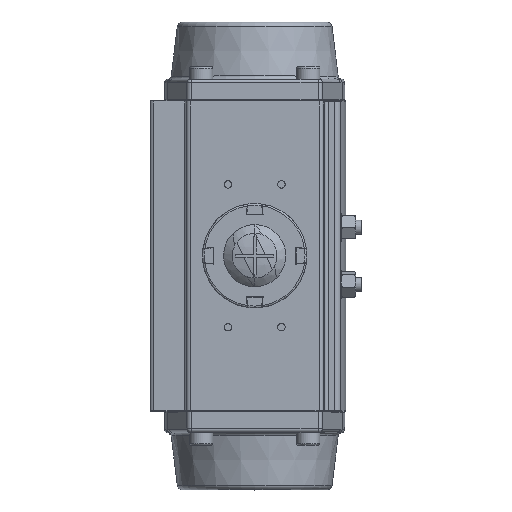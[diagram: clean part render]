
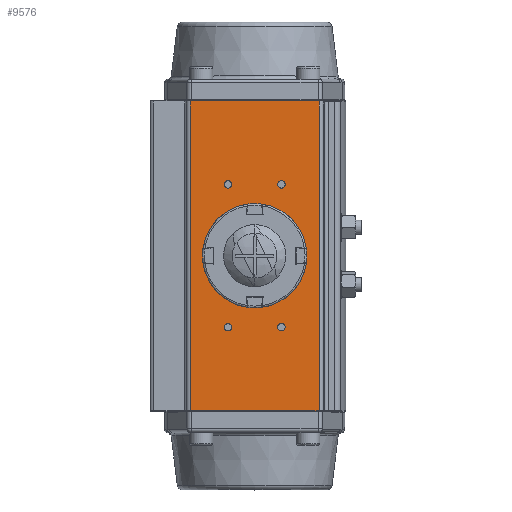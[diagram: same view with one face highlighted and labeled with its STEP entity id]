
A CAD part, top view. The second image highlights one B-rep face of the part: STEP entity #9576.
In plain terms, the highlighted planar face has unit normal (0, 0, 1).
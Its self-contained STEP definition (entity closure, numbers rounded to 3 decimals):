
#4526=CARTESIAN_POINT('',(36.048,86.724,185.173));
#4527=VERTEX_POINT('',#4526);
#4535=CARTESIAN_POINT('',(36.048,-86.724,185.173));
#4536=VERTEX_POINT('',#4535);
#4537=CARTESIAN_POINT('',(36.048,-86.724,185.173));
#4538=DIRECTION('',(0.,1.,-0.));
#4539=VECTOR('',#4538,173.449);
#4540=LINE('',#4537,#4539);
#4541=EDGE_CURVE('',#4536,#4527,#4540,.T.);
#4568=CARTESIAN_POINT('',(-36.052,-86.724,185.173));
#4569=VERTEX_POINT('',#4568);
#4577=CARTESIAN_POINT('',(-36.052,86.724,185.173));
#4578=VERTEX_POINT('',#4577);
#4579=CARTESIAN_POINT('',(-36.052,86.724,185.173));
#4580=DIRECTION('',(-0.,-1.,0.));
#4581=VECTOR('',#4580,173.449);
#4582=LINE('',#4579,#4581);
#4583=EDGE_CURVE('',#4578,#4569,#4582,.T.);
#5613=CARTESIAN_POINT('',(15.,-42.1,185.173));
#5614=VERTEX_POINT('',#5613);
#5622=CARTESIAN_POINT('',(15.,-37.9,185.173));
#5623=VERTEX_POINT('',#5622);
#5630=CARTESIAN_POINT('',(15.,-40.,185.173));
#5631=DIRECTION('',(0.,0.,1.));
#5632=DIRECTION('',(0.,1.,-0.));
#5633=AXIS2_PLACEMENT_3D('',#5630,#5631,#5632);
#5634=CIRCLE('',#5633,2.1);
#5635=EDGE_CURVE('NONE',#5623,#5614,#5634,.T.);
#5645=CARTESIAN_POINT('',(-15.,-42.1,185.173));
#5646=VERTEX_POINT('',#5645);
#5654=CARTESIAN_POINT('',(-15.,-37.9,185.173));
#5655=VERTEX_POINT('',#5654);
#5662=CARTESIAN_POINT('',(-15.,-40.,185.173));
#5663=DIRECTION('',(0.,0.,1.));
#5664=DIRECTION('',(0.,1.,-0.));
#5665=AXIS2_PLACEMENT_3D('',#5662,#5663,#5664);
#5666=CIRCLE('',#5665,2.1);
#5667=EDGE_CURVE('NONE',#5655,#5646,#5666,.T.);
#5677=CARTESIAN_POINT('',(15.,37.9,185.173));
#5678=VERTEX_POINT('',#5677);
#5686=CARTESIAN_POINT('',(15.,42.1,185.173));
#5687=VERTEX_POINT('',#5686);
#5694=CARTESIAN_POINT('',(15.,40.,185.173));
#5695=DIRECTION('',(0.,0.,1.));
#5696=DIRECTION('',(0.,1.,-0.));
#5697=AXIS2_PLACEMENT_3D('',#5694,#5695,#5696);
#5698=CIRCLE('',#5697,2.1);
#5699=EDGE_CURVE('NONE',#5687,#5678,#5698,.T.);
#5709=CARTESIAN_POINT('',(-15.,37.9,185.173));
#5710=VERTEX_POINT('',#5709);
#5718=CARTESIAN_POINT('',(-15.,42.1,185.173));
#5719=VERTEX_POINT('',#5718);
#5726=CARTESIAN_POINT('',(-15.,40.,185.173));
#5727=DIRECTION('',(0.,0.,1.));
#5728=DIRECTION('',(0.,1.,-0.));
#5729=AXIS2_PLACEMENT_3D('',#5726,#5727,#5728);
#5730=CIRCLE('',#5729,2.1);
#5731=EDGE_CURVE('NONE',#5719,#5710,#5730,.T.);
#6027=CARTESIAN_POINT('',(0.,12.5,185.173));
#6028=VERTEX_POINT('',#6027);
#6035=CARTESIAN_POINT('',(0.,-12.5,185.173));
#6036=VERTEX_POINT('',#6035);
#6037=CARTESIAN_POINT('',(0.,0.,185.173));
#6038=DIRECTION('',(0.,-0.,-1.));
#6039=DIRECTION('',(-0.,-1.,0.));
#6040=AXIS2_PLACEMENT_3D('',#6037,#6038,#6039);
#6041=CIRCLE('',#6040,12.5);
#6042=EDGE_CURVE('',#6036,#6028,#6041,.T.);
#8660=CARTESIAN_POINT('',(0.,0.,185.173));
#8661=DIRECTION('',(0.,-0.,-1.));
#8662=DIRECTION('',(-0.,-1.,0.));
#8663=AXIS2_PLACEMENT_3D('',#8660,#8661,#8662);
#8664=CIRCLE('',#8663,12.5);
#8665=EDGE_CURVE('',#6028,#6036,#8664,.T.);
#8794=CARTESIAN_POINT('',(-15.,40.,185.173));
#8795=DIRECTION('',(0.,0.,1.));
#8796=DIRECTION('',(0.,1.,-0.));
#8797=AXIS2_PLACEMENT_3D('',#8794,#8795,#8796);
#8798=CIRCLE('',#8797,2.1);
#8799=EDGE_CURVE('NONE',#5710,#5719,#8798,.T.);
#8812=CARTESIAN_POINT('',(15.,40.,185.173));
#8813=DIRECTION('',(0.,0.,1.));
#8814=DIRECTION('',(0.,1.,-0.));
#8815=AXIS2_PLACEMENT_3D('',#8812,#8813,#8814);
#8816=CIRCLE('',#8815,2.1);
#8817=EDGE_CURVE('NONE',#5678,#5687,#8816,.T.);
#8830=CARTESIAN_POINT('',(-15.,-40.,185.173));
#8831=DIRECTION('',(0.,0.,1.));
#8832=DIRECTION('',(0.,1.,-0.));
#8833=AXIS2_PLACEMENT_3D('',#8830,#8831,#8832);
#8834=CIRCLE('',#8833,2.1);
#8835=EDGE_CURVE('NONE',#5646,#5655,#8834,.T.);
#8848=CARTESIAN_POINT('',(15.,-40.,185.173));
#8849=DIRECTION('',(0.,0.,1.));
#8850=DIRECTION('',(0.,1.,-0.));
#8851=AXIS2_PLACEMENT_3D('',#8848,#8849,#8850);
#8852=CIRCLE('',#8851,2.1);
#8853=EDGE_CURVE('NONE',#5614,#5623,#8852,.T.);
#9535=CARTESIAN_POINT('',(38.,87.,185.173));
#9536=DIRECTION('',(0.,-0.,-1.));
#9537=DIRECTION('',(-1.,0.,-0.));
#9538=AXIS2_PLACEMENT_3D('',#9535,#9536,#9537);
#9539=PLANE('',#9538);
#9540=ORIENTED_EDGE('',*,*,#5635,.F.);
#9541=ORIENTED_EDGE('',*,*,#8853,.F.);
#9542=EDGE_LOOP('',(#9540,#9541));
#9543=FACE_BOUND('',#9542,.T.);
#9544=ORIENTED_EDGE('',*,*,#5667,.F.);
#9545=ORIENTED_EDGE('',*,*,#8835,.F.);
#9546=EDGE_LOOP('',(#9544,#9545));
#9547=FACE_BOUND('',#9546,.T.);
#9548=ORIENTED_EDGE('',*,*,#5699,.F.);
#9549=ORIENTED_EDGE('',*,*,#8817,.F.);
#9550=EDGE_LOOP('',(#9548,#9549));
#9551=FACE_BOUND('',#9550,.T.);
#9552=ORIENTED_EDGE('',*,*,#5731,.F.);
#9553=ORIENTED_EDGE('',*,*,#8799,.F.);
#9554=EDGE_LOOP('',(#9552,#9553));
#9555=FACE_BOUND('',#9554,.T.);
#9556=ORIENTED_EDGE('',*,*,#4583,.T.);
#9557=CARTESIAN_POINT('',(-36.052,-86.724,185.173));
#9558=DIRECTION('',(1.,-0.,0.));
#9559=VECTOR('',#9558,72.1);
#9560=LINE('',#9557,#9559);
#9561=EDGE_CURVE('',#4569,#4536,#9560,.T.);
#9562=ORIENTED_EDGE('',*,*,#9561,.T.);
#9563=ORIENTED_EDGE('',*,*,#4541,.T.);
#9564=CARTESIAN_POINT('',(36.048,86.724,185.173));
#9565=DIRECTION('',(-1.,0.,-0.));
#9566=VECTOR('',#9565,72.1);
#9567=LINE('',#9564,#9566);
#9568=EDGE_CURVE('',#4527,#4578,#9567,.T.);
#9569=ORIENTED_EDGE('',*,*,#9568,.T.);
#9570=EDGE_LOOP('',(#9556,#9562,#9563,#9569));
#9571=FACE_BOUND('',#9570,.T.);
#9572=ORIENTED_EDGE('',*,*,#8665,.T.);
#9573=ORIENTED_EDGE('',*,*,#6042,.T.);
#9574=EDGE_LOOP('',(#9572,#9573));
#9575=FACE_BOUND('',#9574,.T.);
#9576=ADVANCED_FACE('',(#9543,#9547,#9551,#9555,#9571,#9575),#9539,.F.);
